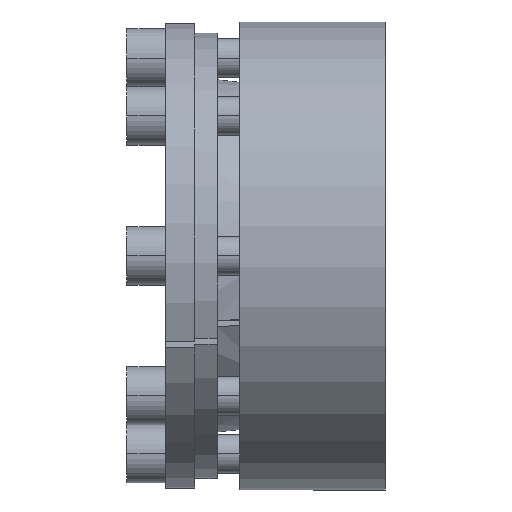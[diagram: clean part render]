
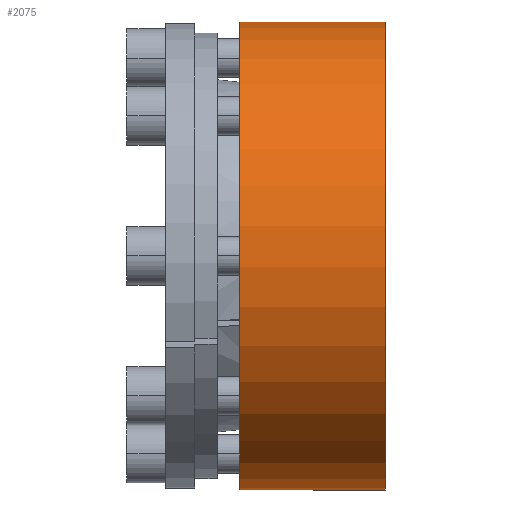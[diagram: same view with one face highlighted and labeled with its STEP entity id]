
A CAD part, front view. The second image highlights one B-rep face of the part: STEP entity #2075.
In plain terms, the highlighted cylindrical face has radius 72.5 mm (diameter 145 mm), a partial arc.
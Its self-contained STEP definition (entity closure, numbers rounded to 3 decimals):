
#1604=CARTESIAN_POINT('',(0.,0.,0.));
#1605=DIRECTION('',(-1.,0.,0.));
#1606=DIRECTION('',(0.,-0.929,-0.37));
#1607=AXIS2_PLACEMENT_3D('',#1604,#1605,#1606);
#1609=CARTESIAN_POINT('',(45.,0.,0.));
#1610=DIRECTION('',(1.,0.,0.));
#1611=DIRECTION('',(0.,-0.919,-0.395));
#1612=AXIS2_PLACEMENT_3D('',#1609,#1610,#1611);
#1614=DIRECTION('',(1.,0.,0.));
#1615=VECTOR('',#1614,45.);
#1616=CARTESIAN_POINT('',(0.,-66.592,-28.666));
#1617=LINE('',#1616,#1615);
#1642=DIRECTION('',(1.,0.,0.));
#1643=VECTOR('',#1642,45.);
#1644=CARTESIAN_POINT('',(0.,-67.358,-26.818));
#1645=LINE('',#1644,#1643);
#1678=CARTESIAN_POINT('',(0.,-67.358,-26.818));
#1679=CARTESIAN_POINT('',(0.,-66.592,-28.666));
#1680=VERTEX_POINT('',#1678);
#1681=VERTEX_POINT('',#1679);
#1690=CARTESIAN_POINT('',(45.,-66.592,-28.666));
#1691=VERTEX_POINT('',#1690);
#1692=CARTESIAN_POINT('',(45.,-67.358,-26.818));
#1693=VERTEX_POINT('',#1692);
#2062=CARTESIAN_POINT('',(-2.25,0.,0.));
#2063=DIRECTION('',(1.,0.,0.));
#2064=DIRECTION('',(0.,1.,0.));
#2065=AXIS2_PLACEMENT_3D('',#2062,#2063,#2064);
#2066=CYLINDRICAL_SURFACE('',#2065,72.5);
#2067=ORIENTED_EDGE('',*,*,#1810,.T.);
#2069=ORIENTED_EDGE('',*,*,#2068,.T.);
#2070=ORIENTED_EDGE('',*,*,#1735,.T.);
#2072=ORIENTED_EDGE('',*,*,#2071,.F.);
#2073=EDGE_LOOP('',(#2067,#2069,#2070,#2072));
#2074=FACE_OUTER_BOUND('',#2073,.F.);
#2075=ADVANCED_FACE('',(#2074),#2066,.T.);
#1608=CIRCLE('',#1607,72.5);
#1613=CIRCLE('',#1612,72.5);
#1735=EDGE_CURVE('',#1691,#1693,#1613,.T.);
#1810=EDGE_CURVE('',#1680,#1681,#1608,.T.);
#2068=EDGE_CURVE('',#1681,#1691,#1617,.T.);
#2071=EDGE_CURVE('',#1680,#1693,#1645,.T.);
